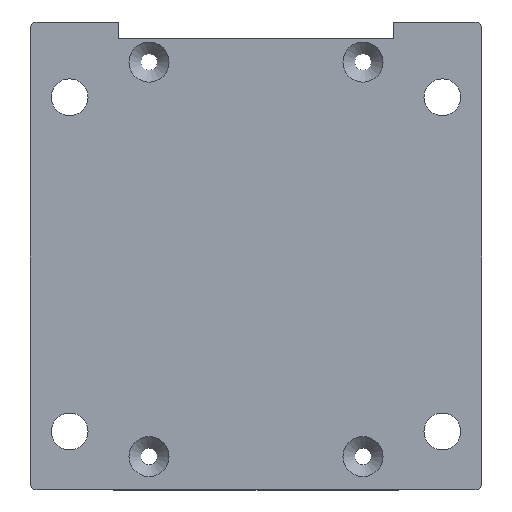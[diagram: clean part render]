
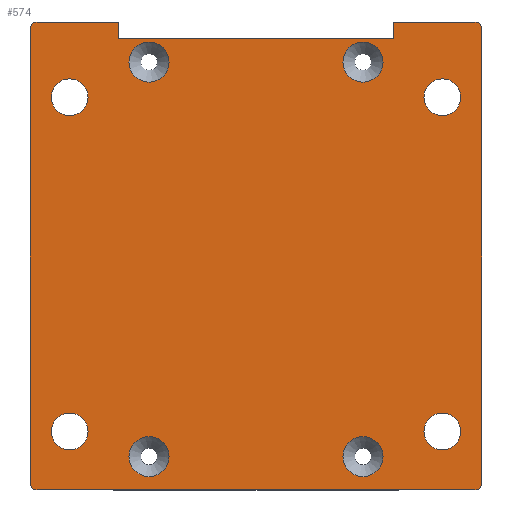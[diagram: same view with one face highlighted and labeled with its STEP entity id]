
A CAD part, front view. The second image highlights one B-rep face of the part: STEP entity #574.
In plain terms, the highlighted planar face has unit normal (0, -1, 0).
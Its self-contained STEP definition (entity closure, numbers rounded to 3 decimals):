
#17=LINE('',#885,#63);
#19=LINE('',#889,#65);
#20=LINE('',#891,#66);
#21=LINE('',#893,#67);
#22=LINE('',#897,#68);
#23=LINE('',#901,#69);
#24=LINE('',#905,#70);
#25=LINE('',#908,#71);
#63=VECTOR('',#723,10.);
#65=VECTOR('',#727,10.);
#66=VECTOR('',#728,10.);
#67=VECTOR('',#729,10.);
#68=VECTOR('',#732,10.);
#69=VECTOR('',#735,10.);
#70=VECTOR('',#738,10.);
#71=VECTOR('',#741,10.);
#108=PLANE('',#638);
#143=FACE_BOUND('',#213,.T.);
#144=FACE_BOUND('',#214,.T.);
#145=FACE_BOUND('',#215,.T.);
#146=FACE_BOUND('',#216,.T.);
#147=FACE_BOUND('',#217,.T.);
#148=FACE_BOUND('',#218,.T.);
#149=FACE_BOUND('',#219,.T.);
#150=FACE_BOUND('',#220,.T.);
#172=FACE_OUTER_BOUND('',#212,.T.);
#212=EDGE_LOOP('',(#433,#434,#435,#436,#437,#438,#439,#440,#441,#442,#443,
#444));
#213=EDGE_LOOP('',(#445));
#214=EDGE_LOOP('',(#446));
#215=EDGE_LOOP('',(#447));
#216=EDGE_LOOP('',(#448));
#217=EDGE_LOOP('',(#449));
#218=EDGE_LOOP('',(#450));
#219=EDGE_LOOP('',(#451));
#220=EDGE_LOOP('',(#452));
#255=CIRCLE('',#618,6.);
#258=CIRCLE('',#623,6.);
#261=CIRCLE('',#628,6.);
#264=CIRCLE('',#633,6.);
#267=CIRCLE('',#639,2.);
#268=CIRCLE('',#640,2.);
#269=CIRCLE('',#641,2.);
#270=CIRCLE('',#642,2.);
#271=CIRCLE('',#643,5.5);
#272=CIRCLE('',#644,5.5);
#273=CIRCLE('',#645,5.5);
#274=CIRCLE('',#646,5.5);
#283=VERTEX_POINT('',#847);
#286=VERTEX_POINT('',#855);
#289=VERTEX_POINT('',#863);
#292=VERTEX_POINT('',#871);
#297=VERTEX_POINT('',#882);
#298=VERTEX_POINT('',#884);
#299=VERTEX_POINT('',#888);
#300=VERTEX_POINT('',#890);
#301=VERTEX_POINT('',#892);
#302=VERTEX_POINT('',#894);
#303=VERTEX_POINT('',#896);
#304=VERTEX_POINT('',#898);
#305=VERTEX_POINT('',#900);
#306=VERTEX_POINT('',#902);
#307=VERTEX_POINT('',#904);
#308=VERTEX_POINT('',#906);
#309=VERTEX_POINT('',#909);
#310=VERTEX_POINT('',#911);
#311=VERTEX_POINT('',#913);
#312=VERTEX_POINT('',#915);
#339=EDGE_CURVE('',#283,#283,#255,.T.);
#342=EDGE_CURVE('',#286,#286,#258,.T.);
#345=EDGE_CURVE('',#289,#289,#261,.T.);
#348=EDGE_CURVE('',#292,#292,#264,.T.);
#353=EDGE_CURVE('',#298,#297,#17,.T.);
#355=EDGE_CURVE('',#299,#298,#19,.T.);
#356=EDGE_CURVE('',#297,#300,#20,.T.);
#357=EDGE_CURVE('',#300,#301,#21,.T.);
#358=EDGE_CURVE('',#302,#301,#267,.T.);
#359=EDGE_CURVE('',#302,#303,#22,.T.);
#360=EDGE_CURVE('',#304,#303,#268,.T.);
#361=EDGE_CURVE('',#304,#305,#23,.T.);
#362=EDGE_CURVE('',#306,#305,#269,.T.);
#363=EDGE_CURVE('',#306,#307,#24,.T.);
#364=EDGE_CURVE('',#308,#307,#270,.T.);
#365=EDGE_CURVE('',#308,#299,#25,.T.);
#366=EDGE_CURVE('',#309,#309,#271,.T.);
#367=EDGE_CURVE('',#310,#310,#272,.T.);
#368=EDGE_CURVE('',#311,#311,#273,.T.);
#369=EDGE_CURVE('',#312,#312,#274,.T.);
#433=ORIENTED_EDGE('',*,*,#355,.T.);
#434=ORIENTED_EDGE('',*,*,#353,.T.);
#435=ORIENTED_EDGE('',*,*,#356,.T.);
#436=ORIENTED_EDGE('',*,*,#357,.T.);
#437=ORIENTED_EDGE('',*,*,#358,.F.);
#438=ORIENTED_EDGE('',*,*,#359,.T.);
#439=ORIENTED_EDGE('',*,*,#360,.F.);
#440=ORIENTED_EDGE('',*,*,#361,.T.);
#441=ORIENTED_EDGE('',*,*,#362,.F.);
#442=ORIENTED_EDGE('',*,*,#363,.T.);
#443=ORIENTED_EDGE('',*,*,#364,.F.);
#444=ORIENTED_EDGE('',*,*,#365,.T.);
#445=ORIENTED_EDGE('',*,*,#339,.T.);
#446=ORIENTED_EDGE('',*,*,#342,.T.);
#447=ORIENTED_EDGE('',*,*,#345,.T.);
#448=ORIENTED_EDGE('',*,*,#348,.T.);
#449=ORIENTED_EDGE('',*,*,#366,.T.);
#450=ORIENTED_EDGE('',*,*,#367,.T.);
#451=ORIENTED_EDGE('',*,*,#368,.T.);
#452=ORIENTED_EDGE('',*,*,#369,.T.);
#574=ADVANCED_FACE('',(#172,#143,#144,#145,#146,#147,#148,#149,#150),#108,
 .T.);
#618=AXIS2_PLACEMENT_3D('',#848,#681,#682);
#623=AXIS2_PLACEMENT_3D('',#856,#691,#692);
#628=AXIS2_PLACEMENT_3D('',#864,#701,#702);
#633=AXIS2_PLACEMENT_3D('',#872,#711,#712);
#638=AXIS2_PLACEMENT_3D('',#887,#725,#726);
#639=AXIS2_PLACEMENT_3D('',#895,#730,#731);
#640=AXIS2_PLACEMENT_3D('',#899,#733,#734);
#641=AXIS2_PLACEMENT_3D('',#903,#736,#737);
#642=AXIS2_PLACEMENT_3D('',#907,#739,#740);
#643=AXIS2_PLACEMENT_3D('',#910,#742,#743);
#644=AXIS2_PLACEMENT_3D('',#912,#744,#745);
#645=AXIS2_PLACEMENT_3D('',#914,#746,#747);
#646=AXIS2_PLACEMENT_3D('',#916,#748,#749);
#681=DIRECTION('center_axis',(0.,1.,0.));
#682=DIRECTION('ref_axis',(1.,0.,0.));
#691=DIRECTION('center_axis',(0.,1.,0.));
#692=DIRECTION('ref_axis',(1.,0.,0.));
#701=DIRECTION('center_axis',(0.,1.,0.));
#702=DIRECTION('ref_axis',(1.,0.,0.));
#711=DIRECTION('center_axis',(0.,1.,0.));
#712=DIRECTION('ref_axis',(1.,0.,0.));
#723=DIRECTION('',(-1.,0.,0.));
#725=DIRECTION('center_axis',(0.,-1.,0.));
#726=DIRECTION('ref_axis',(0.,0.,-1.));
#727=DIRECTION('',(0.,0.,-1.));
#728=DIRECTION('',(0.,0.,1.));
#729=DIRECTION('',(-1.,0.,0.));
#730=DIRECTION('center_axis',(0.,1.,0.));
#731=DIRECTION('ref_axis',(-0.707,0.,0.707));
#732=DIRECTION('',(0.,0.,-1.));
#733=DIRECTION('center_axis',(0.,1.,0.));
#734=DIRECTION('ref_axis',(-0.707,0.,-0.707));
#735=DIRECTION('',(1.,0.,0.));
#736=DIRECTION('center_axis',(0.,1.,0.));
#737=DIRECTION('ref_axis',(0.707,0.,-0.707));
#738=DIRECTION('',(0.,0.,1.));
#739=DIRECTION('center_axis',(0.,1.,0.));
#740=DIRECTION('ref_axis',(0.707,0.,0.707));
#741=DIRECTION('',(-1.,0.,0.));
#742=DIRECTION('center_axis',(0.,1.,0.));
#743=DIRECTION('ref_axis',(1.,0.,0.));
#744=DIRECTION('center_axis',(0.,1.,0.));
#745=DIRECTION('ref_axis',(1.,0.,0.));
#746=DIRECTION('center_axis',(0.,1.,0.));
#747=DIRECTION('ref_axis',(1.,0.,0.));
#748=DIRECTION('center_axis',(0.,1.,0.));
#749=DIRECTION('ref_axis',(1.,0.,0.));
#847=CARTESIAN_POINT('',(-26.,0.,58.));
#848=CARTESIAN_POINT('Origin',(-32.,0.,58.));
#855=CARTESIAN_POINT('',(-26.,0.,-60.));
#856=CARTESIAN_POINT('Origin',(-32.,0.,-60.));
#863=CARTESIAN_POINT('',(38.,0.,-60.));
#864=CARTESIAN_POINT('Origin',(32.,0.,-60.));
#871=CARTESIAN_POINT('',(38.,0.,58.));
#872=CARTESIAN_POINT('Origin',(32.,0.,58.));
#882=CARTESIAN_POINT('',(-41.,0.,65.));
#884=CARTESIAN_POINT('',(41.,0.,65.));
#885=CARTESIAN_POINT('',(20.5,0.,65.));
#887=CARTESIAN_POINT('Origin',(0.,0.,0.));
#888=CARTESIAN_POINT('',(41.,0.,70.));
#889=CARTESIAN_POINT('',(41.,0.,35.));
#890=CARTESIAN_POINT('',(-41.,0.,70.));
#891=CARTESIAN_POINT('',(-41.,0.,32.5));
#892=CARTESIAN_POINT('',(-65.5,0.,70.));
#893=CARTESIAN_POINT('',(67.5,0.,70.));
#894=CARTESIAN_POINT('',(-67.5,0.,68.));
#895=CARTESIAN_POINT('Origin',(-65.5,0.,68.));
#896=CARTESIAN_POINT('',(-67.5,0.,-68.));
#897=CARTESIAN_POINT('',(-67.5,0.,70.));
#898=CARTESIAN_POINT('',(-65.5,0.,-70.));
#899=CARTESIAN_POINT('Origin',(-65.5,0.,-68.));
#900=CARTESIAN_POINT('',(65.5,0.,-70.));
#901=CARTESIAN_POINT('',(-67.5,0.,-70.));
#902=CARTESIAN_POINT('',(67.5,0.,-68.));
#903=CARTESIAN_POINT('Origin',(65.5,0.,-68.));
#904=CARTESIAN_POINT('',(67.5,0.,68.));
#905=CARTESIAN_POINT('',(67.5,0.,-70.));
#906=CARTESIAN_POINT('',(65.5,0.,70.));
#907=CARTESIAN_POINT('Origin',(65.5,0.,68.));
#908=CARTESIAN_POINT('',(67.5,0.,70.));
#909=CARTESIAN_POINT('',(50.25,0.,-52.5));
#910=CARTESIAN_POINT('Origin',(55.75,0.,-52.5));
#911=CARTESIAN_POINT('',(-61.25,0.,-52.5));
#912=CARTESIAN_POINT('Origin',(-55.75,0.,-52.5));
#913=CARTESIAN_POINT('',(-61.25,0.,47.5));
#914=CARTESIAN_POINT('Origin',(-55.75,0.,47.5));
#915=CARTESIAN_POINT('',(50.25,0.,47.5));
#916=CARTESIAN_POINT('Origin',(55.75,0.,47.5));
